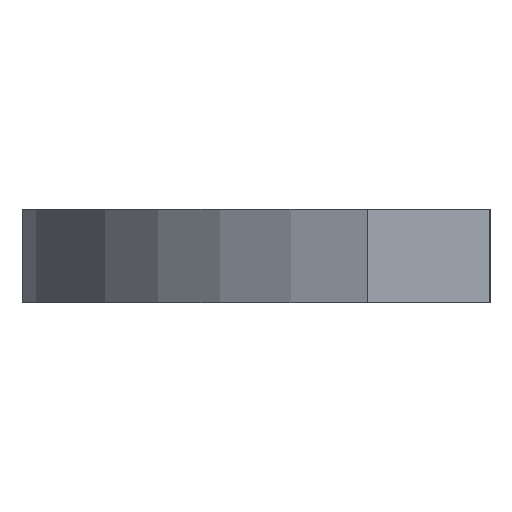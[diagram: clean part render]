
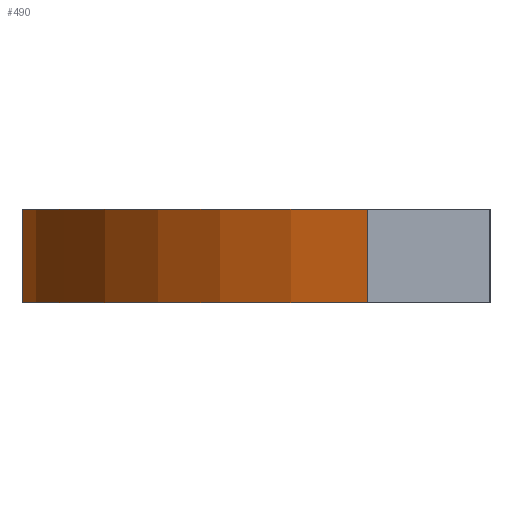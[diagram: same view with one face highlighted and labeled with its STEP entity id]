
A CAD part, left-side view. The second image highlights one B-rep face of the part: STEP entity #490.
In plain terms, the highlighted cylindrical face has radius 50 mm (diameter 100 mm), a partial arc.
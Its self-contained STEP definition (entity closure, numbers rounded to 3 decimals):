
#168 = VERTEX_POINT('',#169);
#169 = CARTESIAN_POINT('',(-48.28,13.,0.));
#175 = EDGE_CURVE('',#176,#168,#178,.T.);
#176 = VERTEX_POINT('',#177);
#177 = CARTESIAN_POINT('',(48.28,13.,0.));
#178 = CIRCLE('',#179,50.);
#179 = AXIS2_PLACEMENT_3D('',#180,#181,#182);
#180 = CARTESIAN_POINT('',(0.,0.,0.));
#181 = DIRECTION('',(0.,0.,1.));
#182 = DIRECTION('',(1.,0.,0.));
#282 = VERTEX_POINT('',#283);
#283 = CARTESIAN_POINT('',(-48.28,13.,10.));
#289 = EDGE_CURVE('',#290,#282,#292,.T.);
#290 = VERTEX_POINT('',#291);
#291 = CARTESIAN_POINT('',(48.28,13.,10.));
#292 = CIRCLE('',#293,50.);
#293 = AXIS2_PLACEMENT_3D('',#294,#295,#296);
#294 = CARTESIAN_POINT('',(0.,0.,10.));
#295 = DIRECTION('',(0.,0.,1.));
#296 = DIRECTION('',(1.,0.,0.));
#468 = EDGE_CURVE('',#168,#282,#469,.T.);
#469 = LINE('',#470,#471);
#470 = CARTESIAN_POINT('',(-48.28,13.,0.));
#471 = VECTOR('',#472,1.);
#472 = DIRECTION('',(0.,0.,1.));
#490 = ADVANCED_FACE('',(#491),#502,.T.);
#491 = FACE_BOUND('',#492,.F.);
#492 = EDGE_LOOP('',(#493,#499,#500,#501));
#493 = ORIENTED_EDGE('',*,*,#494,.T.);
#494 = EDGE_CURVE('',#176,#290,#495,.T.);
#495 = LINE('',#496,#497);
#496 = CARTESIAN_POINT('',(48.28,13.,0.));
#497 = VECTOR('',#498,1.);
#498 = DIRECTION('',(0.,0.,1.));
#499 = ORIENTED_EDGE('',*,*,#289,.T.);
#500 = ORIENTED_EDGE('',*,*,#468,.F.);
#501 = ORIENTED_EDGE('',*,*,#175,.F.);
#502 = CYLINDRICAL_SURFACE('',#503,50.);
#503 = AXIS2_PLACEMENT_3D('',#504,#505,#506);
#504 = CARTESIAN_POINT('',(0.,0.,0.));
#505 = DIRECTION('',(-0.,-0.,-1.));
#506 = DIRECTION('',(1.,0.,0.));
